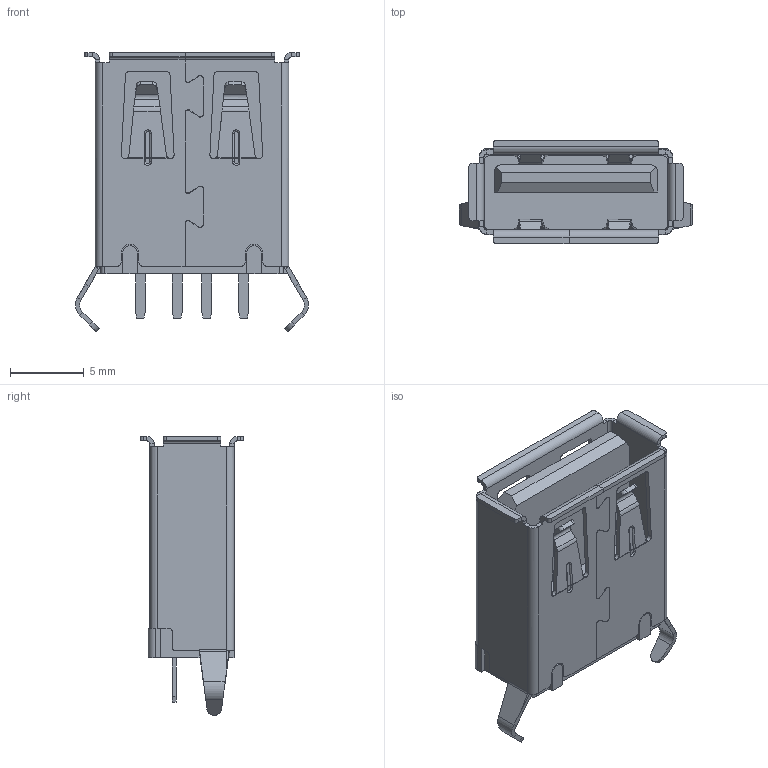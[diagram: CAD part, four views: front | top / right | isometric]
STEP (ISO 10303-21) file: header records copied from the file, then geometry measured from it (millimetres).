
FILE_DESCRIPTION(/* description */ (''),/* implementation_level */ '2;1');
FILE_NAME(/* name */ 'CNC Tech - 1002-021-01000.step',/* time_stamp */ '2020-04-02T13:09:02+01:00',/* author */ (''),/* organization */ (''),/* preprocessor_version */ 'ST-DEVELOPER v18',/* originating_system */ 'Autodesk Translation Framework v8.12.0.6',/* authorisation */ '');
FILE_SCHEMA (('AUTOMOTIVE_DESIGN { 1 0 10303 214 3 1 1 }'));
Length unit declared in the file: millimetre
Products named in the file (1): CNC Tech - 1002-021-01000
Bounding box: 15.8 x 7 x 18.9 mm (x, y, z)
Volume: 685.8 mm3; surface area: 1796 mm2
Topology: 1 solids, 1 shells, 603 faces, 1536 edges, 920 vertices
Faces by surface type: plane 359, cylinder 186, torus 32, bspline 26
Entity records: 19460 total; most frequent: CARTESIAN_POINT 4722, ORIENTED_EDGE 3072, DIRECTION 3022, EDGE_CURVE 1536, LINE 1094, VECTOR 1094, AXIS2_PLACEMENT_3D 964, VERTEX_POINT 920
